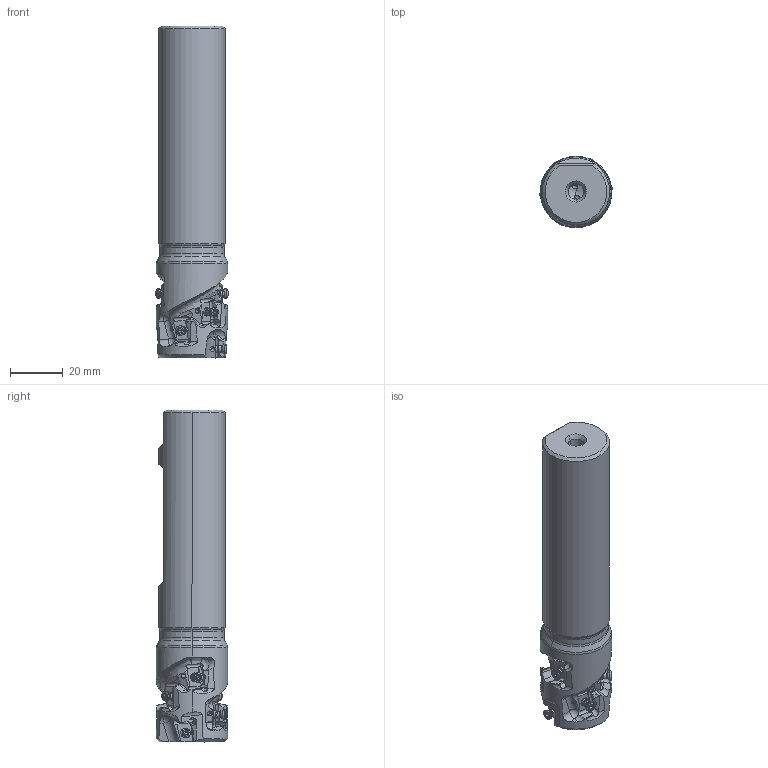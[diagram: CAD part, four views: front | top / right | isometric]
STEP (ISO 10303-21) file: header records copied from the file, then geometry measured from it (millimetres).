
FILE_DESCRIPTION(/* description */ (''),/* implementation_level */ '2;1');
FILE_NAME(/* name */ 'VPX200UR182FA16S1108.stp',/* time_stamp */ '2021-06-22T11:12:57+09:00',/* author */ (''),/* organization */ (''),/* preprocessor_version */ 'ST-DEVELOPER v16',/* originating_system */ 'SIEMENS PLM Software NX 10.0',/* authorisation */ '');
FILE_SCHEMA (('AUTOMOTIVE_DESIGN { 1 0 10303 214 3 1 1 1 }'));
Length unit declared in the file: millimetre
Products named in the file (1): VPX200UR182FA16S1108_ASM
Bounding box: 27.42 x 26.98 x 125.8 mm (x, y, z)
Volume: 57178.3 mm3; surface area: 15450 mm2
Topology: 9 solids, 9 shells, 870 faces, 2414 edges, 1539 vertices
Faces by surface type: cylinder 396, plane 211, cone 125, torus 60, sphere 52, extrusion 14, bspline 12
Entity records: 36358 total; most frequent: CARTESIAN_POINT 14579, ORIENTED_EDGE 4692, DIRECTION 4379, EDGE_CURVE 2346, AXIS2_PLACEMENT_3D 1792, VERTEX_POINT 1528, EDGE_LOOP 920, ADVANCED_FACE 870
